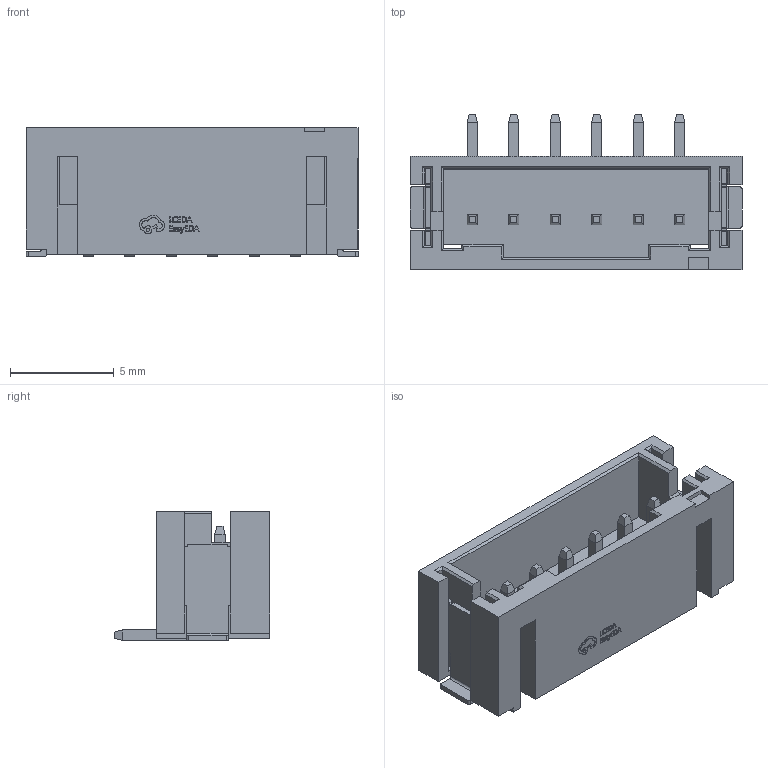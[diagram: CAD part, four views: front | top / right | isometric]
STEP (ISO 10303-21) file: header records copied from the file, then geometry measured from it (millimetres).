
FILE_DESCRIPTION (( 'STEP AP214' ), '1' );
FILE_NAME ('CONN-SMD_6P-P2.00_BX-PH2.0-6PLT.STEP', '2025-05-13T07:44:37', ( '' ), ( '' ), 'SwSTEP 2.0', 'SolidWorks 2021', '' );
FILE_SCHEMA (( 'AUTOMOTIVE_DESIGN' ));
Length unit declared in the file: millimetre
Products named in the file (1): CONN-SMD_6P-P2.00_BX-PH2.0-6PLT
Bounding box: 16 x 7.51 x 6.2 mm (x, y, z)
Volume: 285.8 mm3; surface area: 864.8 mm2
Topology: 9 solids, 9 shells, 537 faces, 1439 edges, 936 vertices
Faces by surface type: plane 407, bspline 98, cylinder 32
Entity records: 23010 total; most frequent: CARTESIAN_POINT 4219, ORIENTED_EDGE 2878, DIRECTION 2183, EDGE_CURVE 1439, LINE 1175, VECTOR 1175, VERTEX_POINT 936, EDGE_LOOP 557
